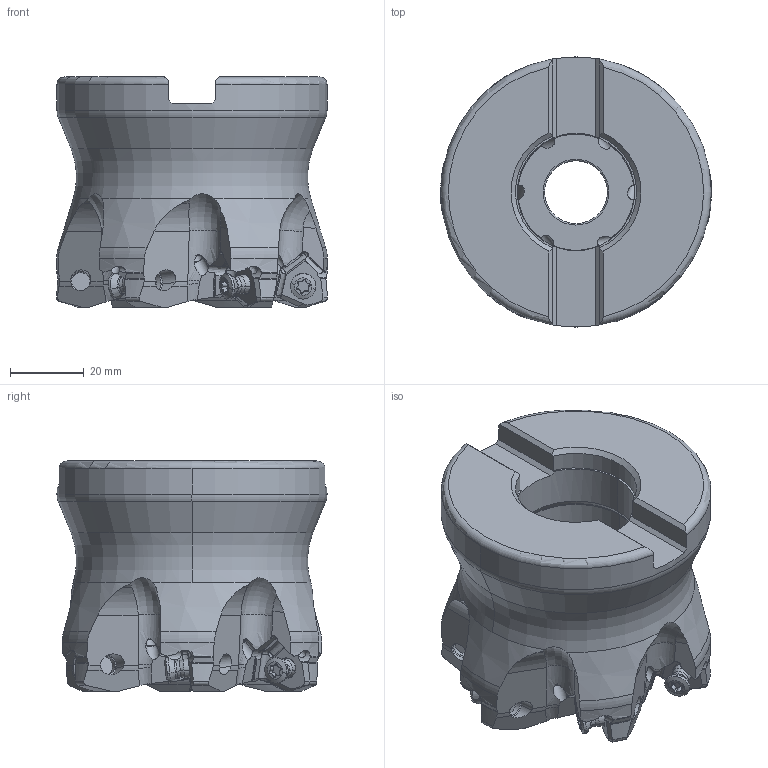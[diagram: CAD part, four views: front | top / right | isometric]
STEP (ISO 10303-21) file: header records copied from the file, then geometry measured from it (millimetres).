
FILE_DESCRIPTION(/* description */ (''),/* implementation_level */ '2;1');
FILE_NAME(/* name */ 'WJX14UR3_0006DA.stp',/* time_stamp */ '2019-02-12T19:00:06+09:00',/* author */ (''),/* organization */ (''),/* preprocessor_version */ 'ST-DEVELOPER v16',/* originating_system */ 'SIEMENS PLM Software NX 10.0',/* authorisation */ '');
FILE_SCHEMA (('AUTOMOTIVE_DESIGN { 1 0 10303 214 3 1 1 1 }'));
Length unit declared in the file: millimetre
Products named in the file (1): WJX14UR3_0006DA_ASM
Bounding box: 73.3 x 73.03 x 62.2 mm (x, y, z)
Volume: 156614.1 mm3; surface area: 30648.1 mm2
Topology: 7 solids, 7 shells, 819 faces, 2338 edges, 1496 vertices
Faces by surface type: cylinder 282, plane 237, torus 86, bspline 84, sphere 66, cone 64
Entity records: 39289 total; most frequent: CARTESIAN_POINT 19280, ORIENTED_EDGE 4604, DIRECTION 3638, EDGE_CURVE 2302, VERTEX_POINT 1492, AXIS2_PLACEMENT_3D 1485, B_SPLINE_CURVE_WITH_KNOTS 916, EDGE_LOOP 840
